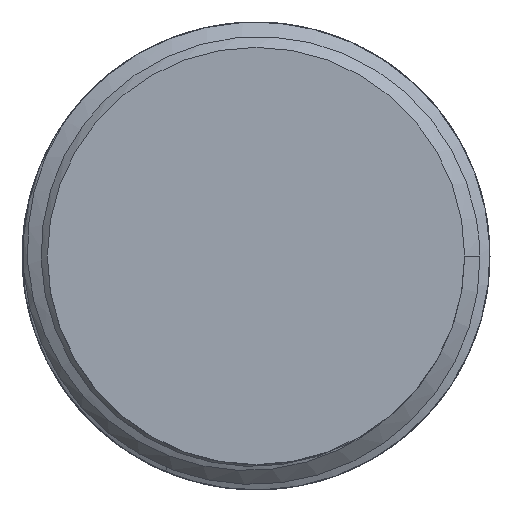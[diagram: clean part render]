
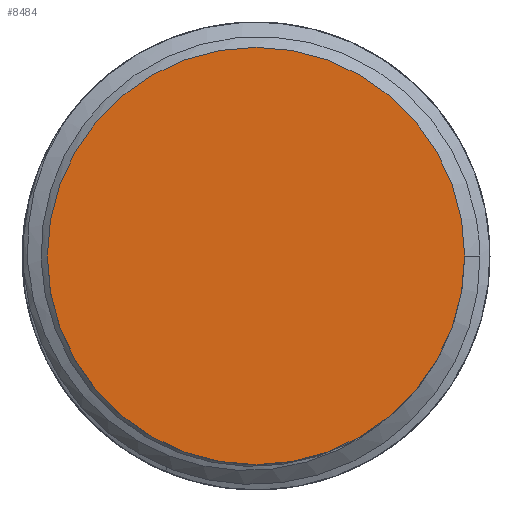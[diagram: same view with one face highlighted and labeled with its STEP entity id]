
A CAD part, front view. The second image highlights one B-rep face of the part: STEP entity #8484.
In plain terms, the highlighted planar face has unit normal (0, -1, 0).
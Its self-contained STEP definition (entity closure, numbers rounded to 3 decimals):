
#6=CARTESIAN_POINT('',(0.,0.,0.));
#7=DIRECTION('',(0.,-1.,0.));
#8=DIRECTION('',(1.,0.,0.));
#9=AXIS2_PLACEMENT_3D('',#6,#7,#8);
#57=CARTESIAN_POINT('',(0.,0.,0.));
#58=DIRECTION('',(0.,1.,0.));
#59=DIRECTION('',(1.,0.,0.));
#60=AXIS2_PLACEMENT_3D('',#57,#58,#59);
#8100=CARTESIAN_POINT('',(5.35,0.,0.));
#8101=CARTESIAN_POINT('',(-5.35,0.,0.));
#8102=VERTEX_POINT('',#8100);
#8103=VERTEX_POINT('',#8101);
#8473=CARTESIAN_POINT('',(0.,0.,0.));
#8474=DIRECTION('',(0.,-1.,0.));
#8475=DIRECTION('',(-1.,0.,0.));
#8476=AXIS2_PLACEMENT_3D('',#8473,#8474,#8475);
#8477=PLANE('',#8476);
#8479=ORIENTED_EDGE('',*,*,#8478,.F.);
#8481=ORIENTED_EDGE('',*,*,#8480,.T.);
#8482=EDGE_LOOP('',(#8479,#8481));
#8483=FACE_OUTER_BOUND('',#8482,.F.);
#8484=ADVANCED_FACE('',(#8483),#8477,.T.);
#10=CIRCLE('',#9,5.35);
#61=CIRCLE('',#60,5.35);
#8478=EDGE_CURVE('',#8102,#8103,#10,.T.);
#8480=EDGE_CURVE('',#8102,#8103,#61,.T.);
